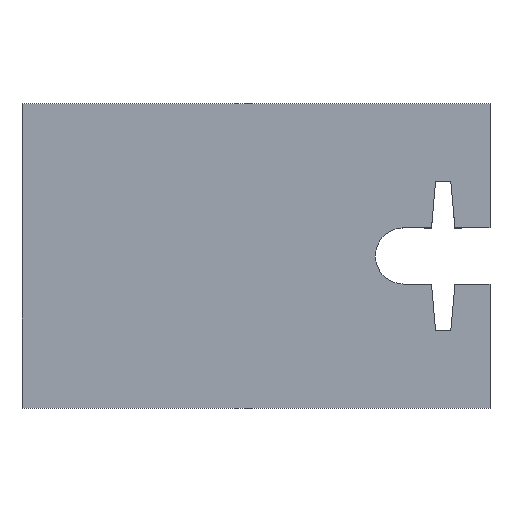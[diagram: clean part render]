
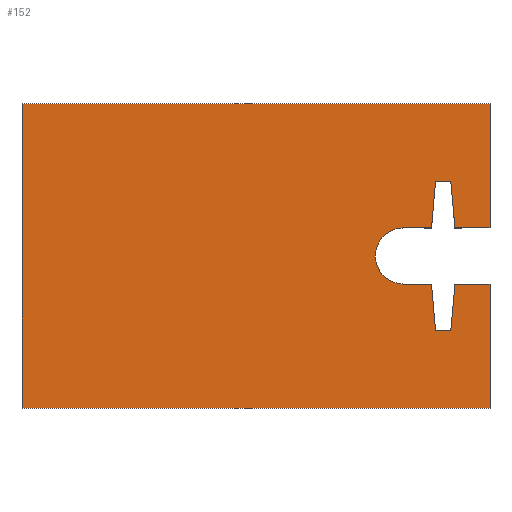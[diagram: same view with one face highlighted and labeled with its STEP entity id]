
A CAD part, top view. The second image highlights one B-rep face of the part: STEP entity #152.
In plain terms, the highlighted planar face has unit normal (0, 0, 1).
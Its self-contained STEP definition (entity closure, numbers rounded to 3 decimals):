
#32 = VERTEX_POINT('',#33);
#33 = CARTESIAN_POINT('',(0.,0.,32.5));
#39 = EDGE_CURVE('',#32,#40,#42,.T.);
#40 = VERTEX_POINT('',#41);
#41 = CARTESIAN_POINT('',(50.,0.,32.5));
#42 = LINE('',#43,#44);
#43 = CARTESIAN_POINT('',(0.,0.,32.5));
#44 = VECTOR('',#45,1.);
#45 = DIRECTION('',(1.,0.,0.));
#134 = EDGE_CURVE('',#40,#135,#137,.T.);
#135 = VERTEX_POINT('',#136);
#136 = CARTESIAN_POINT('',(50.,-13.25,32.5));
#137 = LINE('',#138,#139);
#138 = CARTESIAN_POINT('',(50.,0.,32.5));
#139 = VECTOR('',#140,1.);
#140 = DIRECTION('',(0.,-1.,0.));
#152 = ADVANCED_FACE('',(#153),#268,.T.);
#153 = FACE_BOUND('',#154,.T.);
#154 = EDGE_LOOP('',(#155,#156,#164,#172,#180,#188,#196,#204,#212,#220,
    #229,#237,#245,#253,#261,#267));
#155 = ORIENTED_EDGE('',*,*,#39,.F.);
#156 = ORIENTED_EDGE('',*,*,#157,.F.);
#157 = EDGE_CURVE('',#158,#32,#160,.T.);
#158 = VERTEX_POINT('',#159);
#159 = CARTESIAN_POINT('',(0.,-32.5,32.5));
#160 = LINE('',#161,#162);
#161 = CARTESIAN_POINT('',(0.,-32.5,32.5));
#162 = VECTOR('',#163,1.);
#163 = DIRECTION('',(0.,1.,0.));
#164 = ORIENTED_EDGE('',*,*,#165,.F.);
#165 = EDGE_CURVE('',#166,#158,#168,.T.);
#166 = VERTEX_POINT('',#167);
#167 = CARTESIAN_POINT('',(50.,-32.5,32.5));
#168 = LINE('',#169,#170);
#169 = CARTESIAN_POINT('',(50.,-32.5,32.5));
#170 = VECTOR('',#171,1.);
#171 = DIRECTION('',(-1.,0.,0.));
#172 = ORIENTED_EDGE('',*,*,#173,.F.);
#173 = EDGE_CURVE('',#174,#166,#176,.T.);
#174 = VERTEX_POINT('',#175);
#175 = CARTESIAN_POINT('',(50.,-19.25,32.5));
#176 = LINE('',#177,#178);
#177 = CARTESIAN_POINT('',(50.,0.,32.5));
#178 = VECTOR('',#179,1.);
#179 = DIRECTION('',(0.,-1.,0.));
#180 = ORIENTED_EDGE('',*,*,#181,.F.);
#181 = EDGE_CURVE('',#182,#174,#184,.T.);
#182 = VERTEX_POINT('',#183);
#183 = CARTESIAN_POINT('',(46.25,-19.25,32.5));
#184 = LINE('',#185,#186);
#185 = CARTESIAN_POINT('',(46.25,-19.25,32.5));
#186 = VECTOR('',#187,1.);
#187 = DIRECTION('',(1.,0.,0.));
#188 = ORIENTED_EDGE('',*,*,#189,.F.);
#189 = EDGE_CURVE('',#190,#182,#192,.T.);
#190 = VERTEX_POINT('',#191);
#191 = CARTESIAN_POINT('',(45.813,-24.25,32.5));
#192 = LINE('',#193,#194);
#193 = CARTESIAN_POINT('',(45.813,-24.25,32.5));
#194 = VECTOR('',#195,1.);
#195 = DIRECTION('',(0.087,0.996,0.));
#196 = ORIENTED_EDGE('',*,*,#197,.F.);
#197 = EDGE_CURVE('',#198,#190,#200,.T.);
#198 = VERTEX_POINT('',#199);
#199 = CARTESIAN_POINT('',(44.187,-24.25,32.5));
#200 = LINE('',#201,#202);
#201 = CARTESIAN_POINT('',(44.187,-24.25,32.5));
#202 = VECTOR('',#203,1.);
#203 = DIRECTION('',(1.,0.,0.));
#204 = ORIENTED_EDGE('',*,*,#205,.F.);
#205 = EDGE_CURVE('',#206,#198,#208,.T.);
#206 = VERTEX_POINT('',#207);
#207 = CARTESIAN_POINT('',(43.75,-19.25,32.5));
#208 = LINE('',#209,#210);
#209 = CARTESIAN_POINT('',(43.75,-19.25,32.5));
#210 = VECTOR('',#211,1.);
#211 = DIRECTION('',(0.087,-0.996,0.));
#212 = ORIENTED_EDGE('',*,*,#213,.F.);
#213 = EDGE_CURVE('',#214,#206,#216,.T.);
#214 = VERTEX_POINT('',#215);
#215 = CARTESIAN_POINT('',(40.75,-19.25,32.5));
#216 = LINE('',#217,#218);
#217 = CARTESIAN_POINT('',(40.75,-19.25,32.5));
#218 = VECTOR('',#219,1.);
#219 = DIRECTION('',(1.,0.,0.));
#220 = ORIENTED_EDGE('',*,*,#221,.T.);
#221 = EDGE_CURVE('',#214,#222,#224,.T.);
#222 = VERTEX_POINT('',#223);
#223 = CARTESIAN_POINT('',(40.75,-13.25,32.5));
#224 = CIRCLE('',#225,3.);
#225 = AXIS2_PLACEMENT_3D('',#226,#227,#228);
#226 = CARTESIAN_POINT('',(40.75,-16.25,32.5));
#227 = DIRECTION('',(0.,0.,-1.));
#228 = DIRECTION('',(1.,0.,0.));
#229 = ORIENTED_EDGE('',*,*,#230,.F.);
#230 = EDGE_CURVE('',#231,#222,#233,.T.);
#231 = VERTEX_POINT('',#232);
#232 = CARTESIAN_POINT('',(43.75,-13.25,32.5));
#233 = LINE('',#234,#235);
#234 = CARTESIAN_POINT('',(43.75,-13.25,32.5));
#235 = VECTOR('',#236,1.);
#236 = DIRECTION('',(-1.,0.,0.));
#237 = ORIENTED_EDGE('',*,*,#238,.F.);
#238 = EDGE_CURVE('',#239,#231,#241,.T.);
#239 = VERTEX_POINT('',#240);
#240 = CARTESIAN_POINT('',(44.187,-8.25,32.5));
#241 = LINE('',#242,#243);
#242 = CARTESIAN_POINT('',(44.187,-8.25,32.5));
#243 = VECTOR('',#244,1.);
#244 = DIRECTION('',(-0.087,-0.996,0.));
#245 = ORIENTED_EDGE('',*,*,#246,.F.);
#246 = EDGE_CURVE('',#247,#239,#249,.T.);
#247 = VERTEX_POINT('',#248);
#248 = CARTESIAN_POINT('',(45.813,-8.25,32.5));
#249 = LINE('',#250,#251);
#250 = CARTESIAN_POINT('',(45.813,-8.25,32.5));
#251 = VECTOR('',#252,1.);
#252 = DIRECTION('',(-1.,0.,0.));
#253 = ORIENTED_EDGE('',*,*,#254,.F.);
#254 = EDGE_CURVE('',#255,#247,#257,.T.);
#255 = VERTEX_POINT('',#256);
#256 = CARTESIAN_POINT('',(46.25,-13.25,32.5));
#257 = LINE('',#258,#259);
#258 = CARTESIAN_POINT('',(46.25,-13.25,32.5));
#259 = VECTOR('',#260,1.);
#260 = DIRECTION('',(-0.087,0.996,-0.));
#261 = ORIENTED_EDGE('',*,*,#262,.F.);
#262 = EDGE_CURVE('',#135,#255,#263,.T.);
#263 = LINE('',#264,#265);
#264 = CARTESIAN_POINT('',(50.,-13.25,32.5));
#265 = VECTOR('',#266,1.);
#266 = DIRECTION('',(-1.,0.,0.));
#267 = ORIENTED_EDGE('',*,*,#134,.F.);
#268 = PLANE('',#269);
#269 = AXIS2_PLACEMENT_3D('',#270,#271,#272);
#270 = CARTESIAN_POINT('',(25.,-16.25,32.5));
#271 = DIRECTION('',(0.,0.,1.));
#272 = DIRECTION('',(1.,0.,0.));
